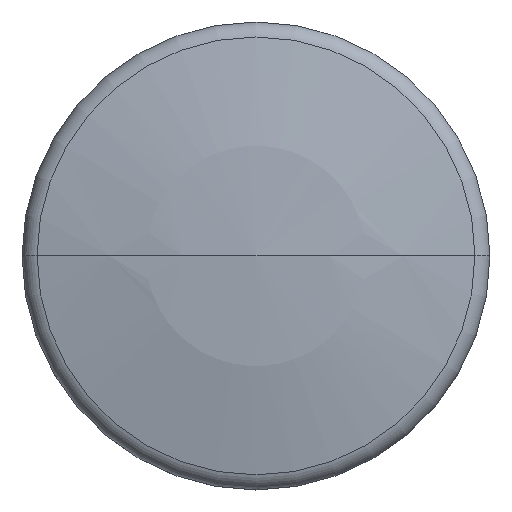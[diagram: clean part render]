
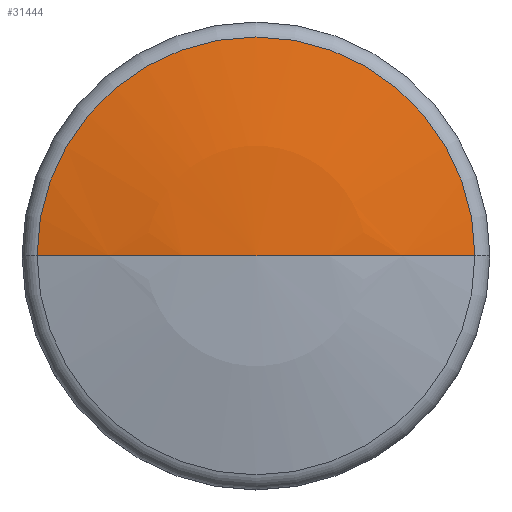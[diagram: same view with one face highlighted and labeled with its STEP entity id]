
A CAD part, top view. The second image highlights one B-rep face of the part: STEP entity #31444.
In plain terms, the highlighted spherical face has radius 49 mm.
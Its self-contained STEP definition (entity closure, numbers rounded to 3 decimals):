
#31115=CARTESIAN_POINT('',(0.,0.,
-9.849));
#31116=DIRECTION('',(0.,1.,0.));
#31117=DIRECTION('',(-0.229,0.,0.973));
#31118=AXIS2_PLACEMENT_3D('',#31115,#31116,#31117);
#31120=CARTESIAN_POINT('',(0.,0.,
-9.849));
#31121=DIRECTION('',(0.,-1.,0.));
#31122=DIRECTION('',(0.229,0.,0.973));
#31123=AXIS2_PLACEMENT_3D('',#31120,#31121,#31122);
#31315=CARTESIAN_POINT('',(0.,0.,
37.847));
#31316=DIRECTION('',(0.,0.,-1.));
#31317=DIRECTION('',(-1.,0.,0.));
#31318=AXIS2_PLACEMENT_3D('',#31315,#31316,#31317);
#31345=CARTESIAN_POINT('',(11.229,0.,
37.847));
#31346=CARTESIAN_POINT('',(0.,0.,
39.151));
#31347=VERTEX_POINT('',#31345);
#31348=VERTEX_POINT('',#31346);
#31349=CARTESIAN_POINT('',(-11.229,0.,
37.847));
#31350=VERTEX_POINT('',#31349);
#31431=CARTESIAN_POINT('',(0.,0.,
-9.849));
#31432=DIRECTION('',(0.,0.,1.));
#31433=DIRECTION('',(-1.,0.,0.));
#31434=AXIS2_PLACEMENT_3D('',#31431,#31432,#31433);
#31435=SPHERICAL_SURFACE('',#31434,49.);
#31437=ORIENTED_EDGE('',*,*,#31436,.T.);
#31439=ORIENTED_EDGE('',*,*,#31438,.T.);
#31441=ORIENTED_EDGE('',*,*,#31440,.F.);
#31442=EDGE_LOOP('',(#31437,#31439,#31441));
#31443=FACE_OUTER_BOUND('',#31442,.F.);
#31444=ADVANCED_FACE('',(#31443),#31435,.T.);
#31119=CIRCLE('',#31118,49.);
#31124=CIRCLE('',#31123,49.);
#31319=CIRCLE('',#31318,11.229);
#31436=EDGE_CURVE('',#31350,#31347,#31319,.T.);
#31438=EDGE_CURVE('',#31347,#31348,#31124,.T.);
#31440=EDGE_CURVE('',#31350,#31348,#31119,.T.);
